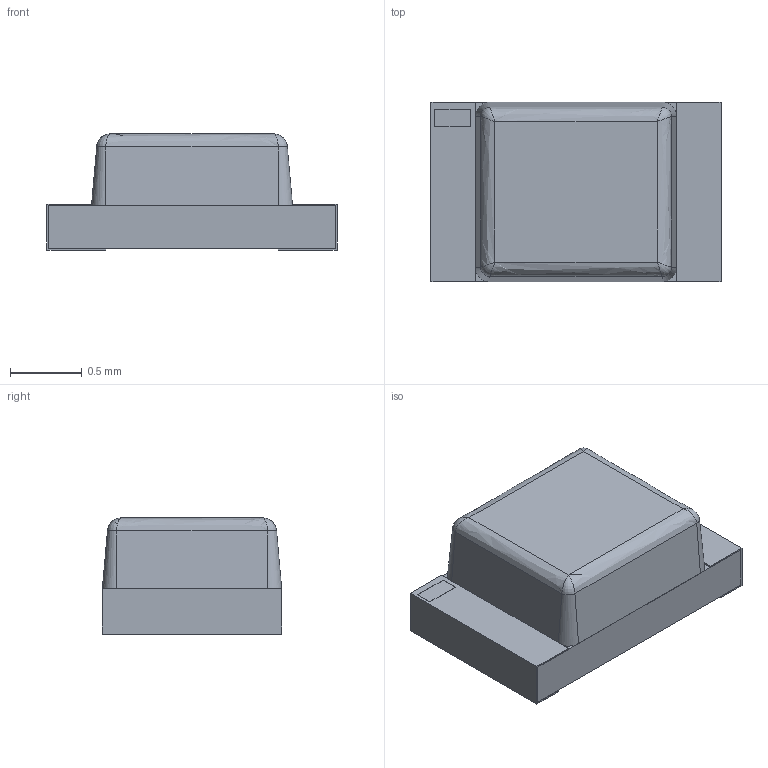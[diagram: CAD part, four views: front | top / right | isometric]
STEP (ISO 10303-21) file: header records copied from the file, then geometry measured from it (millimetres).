
FILE_DESCRIPTION(('Open CASCADE Model'),'2;1');
FILE_NAME('Open CASCADE Shape Model','2025-10-19T22:10:02',('Author'),( 'Open CASCADE'),'Open CASCADE STEP processor 7.9','Open CASCADE 7.9' ,'Unknown');
FILE_SCHEMA(('AUTOMOTIVE_DESIGN { 1 0 10303 214 1 1 1 1 }'));
Length unit declared in the file: millimetre
Products named in the file (1): COMPOUND
Bounding box: 2.02 x 1.25 x 0.81 mm (x, y, z)
Volume: 1.6 mm3; surface area: 17.6 mm2
Topology: 4 solids, 4 shells, 121 faces, 304 edges, 196 vertices
Faces by surface type: bspline 121
Entity records: 5724 total; most frequent: CARTESIAN_POINT 2933, ORIENTED_EDGE 600, EDGE_CURVE 300, B_SPLINE_CURVE_WITH_KNOTS 296, VERTEX_POINT 196, FACE_BOUND 130, EDGE_LOOP 130, PRESENTATION_STYLE_ASSIGNMENT 125
